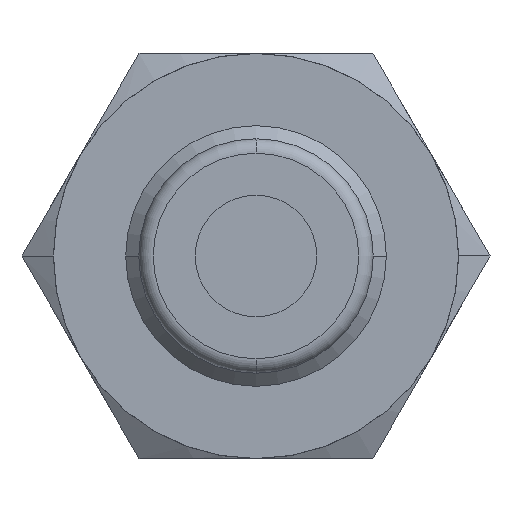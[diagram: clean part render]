
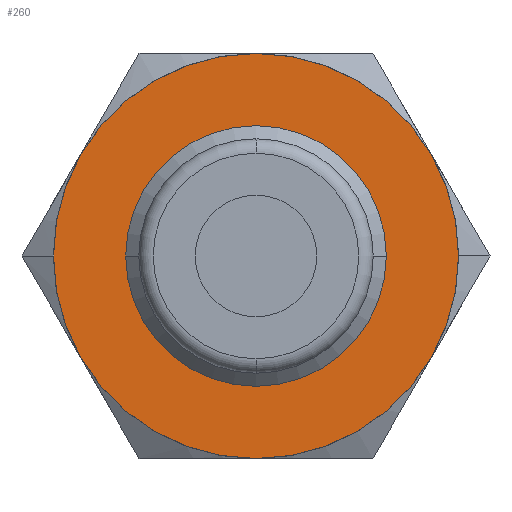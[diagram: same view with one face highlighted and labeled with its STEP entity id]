
A CAD part, front view. The second image highlights one B-rep face of the part: STEP entity #260.
In plain terms, the highlighted planar face has unit normal (0, -1, 0).
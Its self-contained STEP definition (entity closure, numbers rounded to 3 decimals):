
#260=ADVANCED_FACE('',(#534,#535),#536,.T.);
#534=FACE_OUTER_BOUND('',#819,.T.);
#535=FACE_BOUND('',#820,.T.);
#536=PLANE('',#821);
#819=EDGE_LOOP('',(#1496,#1497));
#820=EDGE_LOOP('',(#1498,#1499));
#821=AXIS2_PLACEMENT_3D('',#1500,#1501,#1502);
#1496=ORIENTED_EDGE('',*,*,#1913,.T.);
#1497=ORIENTED_EDGE('',*,*,#1714,.T.);
#1498=ORIENTED_EDGE('',*,*,#1670,.F.);
#1499=ORIENTED_EDGE('',*,*,#1914,.F.);
#1500=CARTESIAN_POINT('',(0.0,14.0,0.0));
#1501=DIRECTION('',(0.0,-1.0,0.0));
#1502=DIRECTION('',(-1.0,0.0,0.0));
#1670=EDGE_CURVE('',#1995,#1991,#1997,.T.);
#1714=EDGE_CURVE('',#2068,#2065,#2069,.T.);
#1913=EDGE_CURVE('',#2065,#2068,#2345,.T.);
#1914=EDGE_CURVE('',#1991,#1995,#2346,.T.);
#1991=VERTEX_POINT('',#2547);
#1995=VERTEX_POINT('',#2552);
#1997=CIRCLE('',#2555,4.5);
#2065=VERTEX_POINT('',#2639);
#2068=VERTEX_POINT('',#2643);
#2069=CIRCLE('',#2644,6.995);
#2345=CIRCLE('',#3481,6.995);
#2346=CIRCLE('',#3482,4.5);
#2547=CARTESIAN_POINT('',(4.5,14.0,0.));
#2552=CARTESIAN_POINT('',(-4.5,14.0,0.));
#2555=AXIS2_PLACEMENT_3D('',#3564,#3565,#3566);
#2639=CARTESIAN_POINT('',(6.995,14.0,0.0));
#2643=CARTESIAN_POINT('',(-6.995,14.0,0.));
#2644=AXIS2_PLACEMENT_3D('',#3632,#3633,#3634);
#3481=AXIS2_PLACEMENT_3D('',#3830,#3831,#3832);
#3482=AXIS2_PLACEMENT_3D('',#3833,#3834,#3835);
#3564=CARTESIAN_POINT('',(0.0,14.0,0.0));
#3565=DIRECTION('',(0.0,-1.0,0.0));
#3566=DIRECTION('',(1.0,0.0,0.0));
#3632=CARTESIAN_POINT('',(0.0,14.0,0.0));
#3633=DIRECTION('',(0.0,-1.0,0.0));
#3634=DIRECTION('',(1.0,0.0,0.0));
#3830=CARTESIAN_POINT('',(0.0,14.0,0.0));
#3831=DIRECTION('',(0.0,-1.0,0.0));
#3832=DIRECTION('',(1.0,0.0,0.0));
#3833=CARTESIAN_POINT('',(0.0,14.0,0.0));
#3834=DIRECTION('',(0.0,-1.0,0.0));
#3835=DIRECTION('',(1.0,0.0,0.0));
